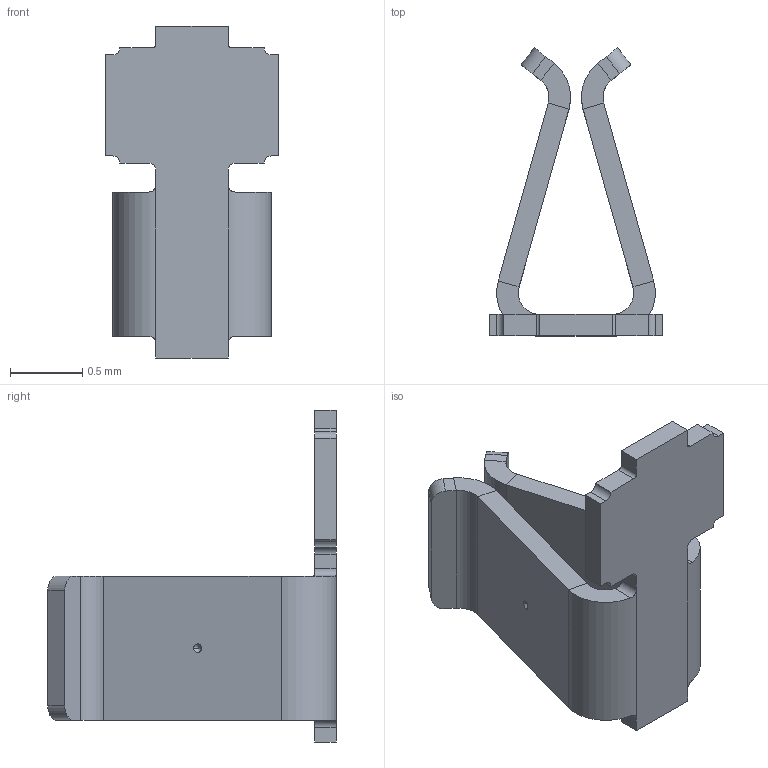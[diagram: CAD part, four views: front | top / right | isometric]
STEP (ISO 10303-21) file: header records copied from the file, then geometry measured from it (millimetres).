
FILE_DESCRIPTION((''),'2;1');
FILE_NAME('S091','2019-03-12T10:07:45',('sbennett'),(''),'CREO PARAMETRIC BY PTC INC, 2017380','CREO PARAMETRIC BY PTC INC, 2017380','');
FILE_SCHEMA(('CONFIG_CONTROL_DESIGN','SHAPE_APPEARANCE_LAYERS_GROUPS'));
Length unit declared in the file: millimetre
Products named in the file (1): S091
Bounding box: 1.2 x 2 x 2.3 mm (x, y, z)
Volume: 0.9 mm3; surface area: 14.2 mm2
Topology: 1 solids, 1 shells, 74 faces, 184 edges, 110 vertices
Faces by surface type: plane 46, cylinder 24, cone 4
Entity records: 2779 total; most frequent: CARTESIAN_POINT 428, DIRECTION 364, ORIENTED_EDGE 360, PRESENTATION_STYLE_ASSIGNMENT 181, STYLED_ITEM 181, CURVE_STYLE 180, EDGE_CURVE 180, VECTOR 128
